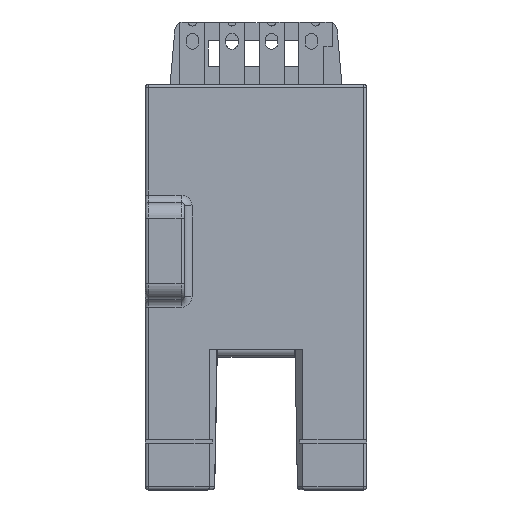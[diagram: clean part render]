
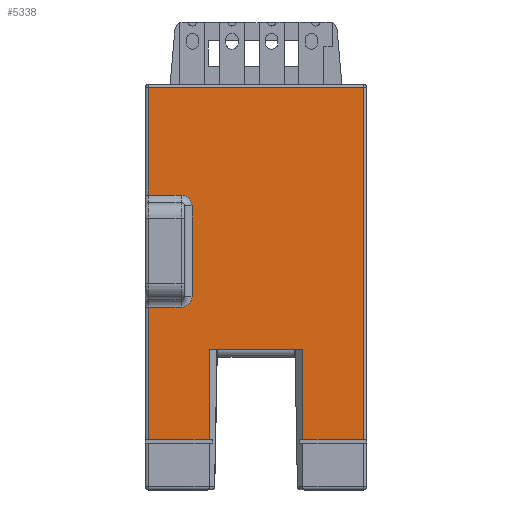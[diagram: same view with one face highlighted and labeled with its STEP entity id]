
A CAD part, top view. The second image highlights one B-rep face of the part: STEP entity #5338.
In plain terms, the highlighted planar face has unit normal (0, 0, 1).
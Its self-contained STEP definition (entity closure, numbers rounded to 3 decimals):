
#1039=DIRECTION('',(1.,0.,0.));
#1040=VECTOR('',#1039,3.9);
#1041=CARTESIAN_POINT('',(0.45,-9.8,3.35));
#1042=LINE('',#1041,#1040);
#1071=CARTESIAN_POINT('',(2.55,-0.6,3.35));
#1072=DIRECTION('',(0.,0.,-1.));
#1073=DIRECTION('',(1.,0.,0.));
#1074=AXIS2_PLACEMENT_3D('',#1071,#1072,#1073);
#1091=CARTESIAN_POINT('',(2.55,5.2,3.35));
#1092=DIRECTION('',(0.,0.,-1.));
#1093=DIRECTION('',(0.,1.,0.));
#1094=AXIS2_PLACEMENT_3D('',#1091,#1092,#1093);
#1361=DIRECTION('',(1.,0.,0.));
#1362=VECTOR('',#1361,13.8);
#1363=CARTESIAN_POINT('',(0.45,12.8,3.35));
#1364=LINE('',#1363,#1362);
#1365=DIRECTION('',(0.,-1.,0.));
#1366=VECTOR('',#1365,22.6);
#1367=CARTESIAN_POINT('',(14.25,12.8,3.35));
#1368=LINE('',#1367,#1366);
#1369=DIRECTION('',(0.,1.,0.));
#1370=VECTOR('',#1369,5.8);
#1371=CARTESIAN_POINT('',(10.35,-9.8,3.35));
#1372=LINE('',#1371,#1370);
#1373=DIRECTION('',(0.,-1.,0.));
#1374=VECTOR('',#1373,5.8);
#1375=CARTESIAN_POINT('',(4.35,-4.,3.35));
#1376=LINE('',#1375,#1374);
#1377=DIRECTION('',(0.,-1.,0.));
#1378=VECTOR('',#1377,8.5);
#1379=CARTESIAN_POINT('',(0.45,-1.3,3.35));
#1380=LINE('',#1379,#1378);
#1381=DIRECTION('',(1.,0.,0.));
#1382=VECTOR('',#1381,2.1);
#1383=CARTESIAN_POINT('',(0.45,-1.3,3.35));
#1384=LINE('',#1383,#1382);
#1385=DIRECTION('',(0.,-1.,0.));
#1386=VECTOR('',#1385,5.8);
#1387=CARTESIAN_POINT('',(3.25,5.2,3.35));
#1388=LINE('',#1387,#1386);
#1389=DIRECTION('',(1.,0.,0.));
#1390=VECTOR('',#1389,2.1);
#1391=CARTESIAN_POINT('',(0.45,5.9,3.35));
#1392=LINE('',#1391,#1390);
#1393=DIRECTION('',(0.,-1.,0.));
#1394=VECTOR('',#1393,6.9);
#1395=CARTESIAN_POINT('',(0.45,12.8,3.35));
#1396=LINE('',#1395,#1394);
#1422=DIRECTION('',(1.,0.,0.));
#1423=VECTOR('',#1422,3.9);
#1424=CARTESIAN_POINT('',(10.35,-9.8,3.35));
#1425=LINE('',#1424,#1423);
#1516=DIRECTION('',(1.,0.,0.));
#1517=VECTOR('',#1516,6.);
#1518=CARTESIAN_POINT('',(4.35,-4.,3.35));
#1519=LINE('',#1518,#1517);
#2717=CARTESIAN_POINT('',(10.35,-9.8,3.35));
#2718=CARTESIAN_POINT('',(10.35,-4.,3.35));
#2719=VERTEX_POINT('',#2717);
#2720=VERTEX_POINT('',#2718);
#2727=CARTESIAN_POINT('',(4.35,-9.8,3.35));
#2729=VERTEX_POINT('',#2727);
#2731=CARTESIAN_POINT('',(4.35,-4.,3.35));
#2732=VERTEX_POINT('',#2731);
#2801=CARTESIAN_POINT('',(0.45,-9.8,3.35));
#2803=VERTEX_POINT('',#2801);
#2807=CARTESIAN_POINT('',(0.45,-1.3,3.35));
#2808=VERTEX_POINT('',#2807);
#2833=CARTESIAN_POINT('',(0.45,5.9,3.35));
#2834=VERTEX_POINT('',#2833);
#2850=CARTESIAN_POINT('',(14.25,-9.8,3.35));
#2852=VERTEX_POINT('',#2850);
#2877=CARTESIAN_POINT('',(3.25,-0.6,3.35));
#2878=VERTEX_POINT('',#2877);
#2879=CARTESIAN_POINT('',(2.55,-1.3,3.35));
#2880=VERTEX_POINT('',#2879);
#2881=CARTESIAN_POINT('',(2.55,5.9,3.35));
#2882=VERTEX_POINT('',#2881);
#2883=CARTESIAN_POINT('',(3.25,5.2,3.35));
#2884=VERTEX_POINT('',#2883);
#2917=CARTESIAN_POINT('',(14.25,12.8,3.35));
#2919=VERTEX_POINT('',#2917);
#2939=CARTESIAN_POINT('',(0.45,12.8,3.35));
#2940=VERTEX_POINT('',#2939);
#5313=CARTESIAN_POINT('',(0.,13.,3.35));
#5314=DIRECTION('',(0.,0.,1.));
#5315=DIRECTION('',(0.,-1.,0.));
#5316=AXIS2_PLACEMENT_3D('',#5313,#5314,#5315);
#5317=PLANE('',#5316);
#5318=ORIENTED_EDGE('',*,*,#5217,.T.);
#5319=ORIENTED_EDGE('',*,*,#5246,.T.);
#5321=ORIENTED_EDGE('',*,*,#5320,.F.);
#5323=ORIENTED_EDGE('',*,*,#5322,.T.);
#5325=ORIENTED_EDGE('',*,*,#5324,.F.);
#5327=ORIENTED_EDGE('',*,*,#5326,.T.);
#5328=ORIENTED_EDGE('',*,*,#4769,.F.);
#5329=ORIENTED_EDGE('',*,*,#4786,.F.);
#5330=ORIENTED_EDGE('',*,*,#4813,.T.);
#5331=ORIENTED_EDGE('',*,*,#4825,.F.);
#5332=ORIENTED_EDGE('',*,*,#4842,.F.);
#5333=ORIENTED_EDGE('',*,*,#4854,.F.);
#5334=ORIENTED_EDGE('',*,*,#4868,.F.);
#5335=ORIENTED_EDGE('',*,*,#5177,.F.);
#5336=EDGE_LOOP('',(#5318,#5319,#5321,#5323,#5325,#5327,#5328,#5329,#5330,#5331,
#5332,#5333,#5334,#5335));
#5337=FACE_OUTER_BOUND('',#5336,.F.);
#5338=ADVANCED_FACE('',(#5337),#5317,.T.);
#1075=CIRCLE('',#1074,0.7);
#1095=CIRCLE('',#1094,0.7);
#4769=EDGE_CURVE('',#2803,#2729,#1042,.T.);
#4786=EDGE_CURVE('',#2808,#2803,#1380,.T.);
#4813=EDGE_CURVE('',#2808,#2880,#1384,.T.);
#4825=EDGE_CURVE('',#2878,#2880,#1075,.T.);
#4842=EDGE_CURVE('',#2884,#2878,#1388,.T.);
#4854=EDGE_CURVE('',#2882,#2884,#1095,.T.);
#4868=EDGE_CURVE('',#2834,#2882,#1392,.T.);
#5177=EDGE_CURVE('',#2940,#2834,#1396,.T.);
#5217=EDGE_CURVE('',#2940,#2919,#1364,.T.);
#5246=EDGE_CURVE('',#2919,#2852,#1368,.T.);
#5320=EDGE_CURVE('',#2719,#2852,#1425,.T.);
#5322=EDGE_CURVE('',#2719,#2720,#1372,.T.);
#5324=EDGE_CURVE('',#2732,#2720,#1519,.T.);
#5326=EDGE_CURVE('',#2732,#2729,#1376,.T.);
